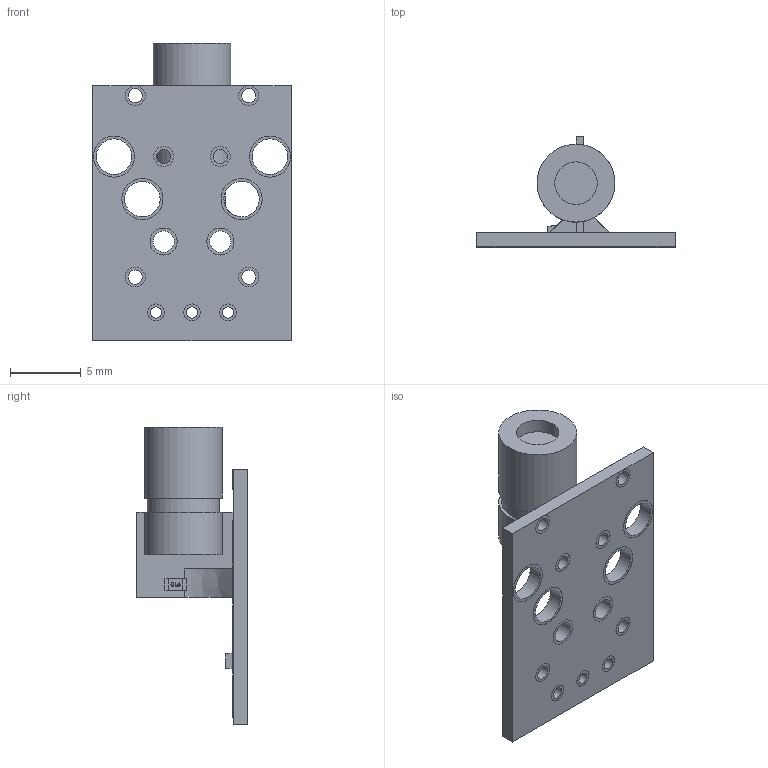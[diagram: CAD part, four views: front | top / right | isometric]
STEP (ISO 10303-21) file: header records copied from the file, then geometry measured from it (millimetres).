
FILE_DESCRIPTION(('STEP AP242'), '1');
FILE_NAME('KY-008', '', ('UNSPECIFIED'), ('UNSPECIFIED'), 'C3D Converter', 'C3D Toolkit', '');
FILE_SCHEMA(('AP242_MANAGED_MODEL_BASED_3D_ENGINEERING_MIM_LF { 1 0 10303 442 1 1 4 }'));
Length unit declared in the file: millimetre
Products named in the file (1): KY-008
Bounding box: 14 x 7.81 x 21 mm (x, y, z)
Volume: 403.4 mm3; surface area: 937.7 mm2
Topology: 1 solids, 1 shells, 347 faces, 967 edges, 677 vertices
Faces by surface type: plane 210, bspline 86, cylinder 51
Full cylindrical faces by diameter (mm): 0.8 x3, 1 x6, 1.2 x6, 1.4 x12, 1.5 x2, 1.9 x4, 2.5 x4, 2.9 x7, 3 x2, 5.1 x1, 5.5 x1
Entity records: 23670 total; most frequent: CARTESIAN_POINT 12686, ORIENTED_EDGE 1836, DIRECTION 1404, EDGE_CURVE 918, VERTEX_POINT 676, EDGE_LOOP 482, AXIS2_PLACEMENT_3D 474, LINE 456
